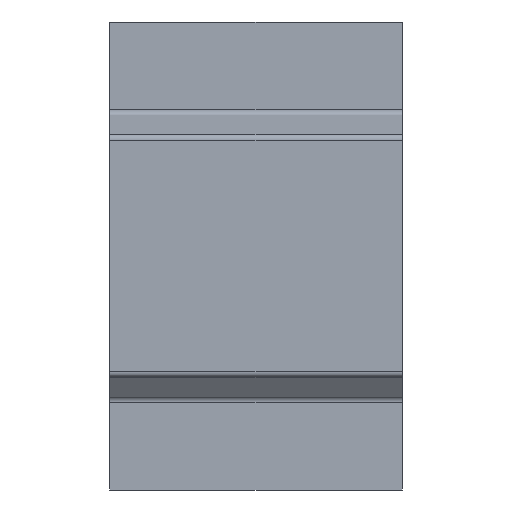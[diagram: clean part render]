
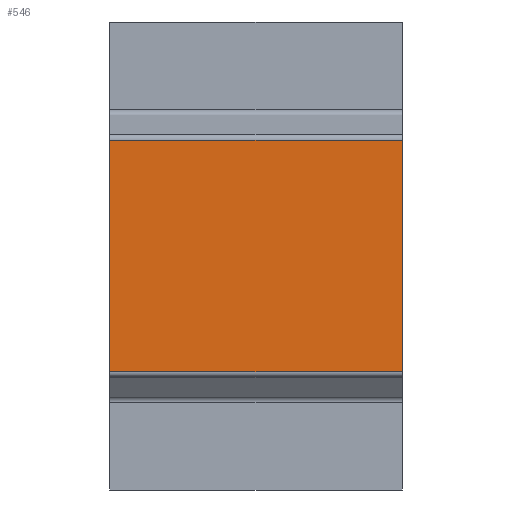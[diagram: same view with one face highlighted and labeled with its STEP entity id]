
A CAD part, front view. The second image highlights one B-rep face of the part: STEP entity #546.
In plain terms, the highlighted planar face has unit normal (0, -1, 0).
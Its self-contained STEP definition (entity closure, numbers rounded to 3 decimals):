
#52=FACE_OUTER_BOUND('',#90,.T.);
#90=EDGE_LOOP('',(#403,#404,#405,#406));
#141=LINE('',#886,#201);
#142=LINE('',#888,#202);
#143=LINE('',#890,#203);
#144=LINE('',#891,#204);
#201=VECTOR('',#718,10.);
#202=VECTOR('',#719,10.);
#203=VECTOR('',#720,10.);
#204=VECTOR('',#721,10.);
#253=VERTEX_POINT('',#879);
#254=VERTEX_POINT('',#885);
#255=VERTEX_POINT('',#887);
#256=VERTEX_POINT('',#889);
#308=EDGE_CURVE('',#254,#253,#141,.T.);
#309=EDGE_CURVE('',#255,#254,#142,.T.);
#310=EDGE_CURVE('',#255,#256,#143,.T.);
#311=EDGE_CURVE('',#253,#256,#144,.T.);
#403=ORIENTED_EDGE('',*,*,#308,.F.);
#404=ORIENTED_EDGE('',*,*,#309,.F.);
#405=ORIENTED_EDGE('',*,*,#310,.T.);
#406=ORIENTED_EDGE('',*,*,#311,.F.);
#513=PLANE('',#614);
#546=ADVANCED_FACE('',(#52),#513,.F.);
#614=AXIS2_PLACEMENT_3D('',#884,#716,#717);
#716=DIRECTION('center_axis',(0.,1.,0.));
#717=DIRECTION('ref_axis',(0.,0.,1.));
#718=DIRECTION('',(1.,0.,0.));
#719=DIRECTION('',(0.,0.,1.));
#720=DIRECTION('',(1.,0.,0.));
#721=DIRECTION('',(0.,0.,-1.));
#879=CARTESIAN_POINT('',(10.,-2.1,11.956));
#884=CARTESIAN_POINT('Origin',(5.,-2.1,8.));
#885=CARTESIAN_POINT('',(0.,-2.1,11.956));
#886=CARTESIAN_POINT('',(5.,-2.1,11.956));
#887=CARTESIAN_POINT('',(0.,-2.1,4.044));
#888=CARTESIAN_POINT('',(0.,-2.1,14.384));
#889=CARTESIAN_POINT('',(10.,-2.1,4.044));
#890=CARTESIAN_POINT('',(5.,-2.1,4.044));
#891=CARTESIAN_POINT('',(10.,-2.1,-1.384));
